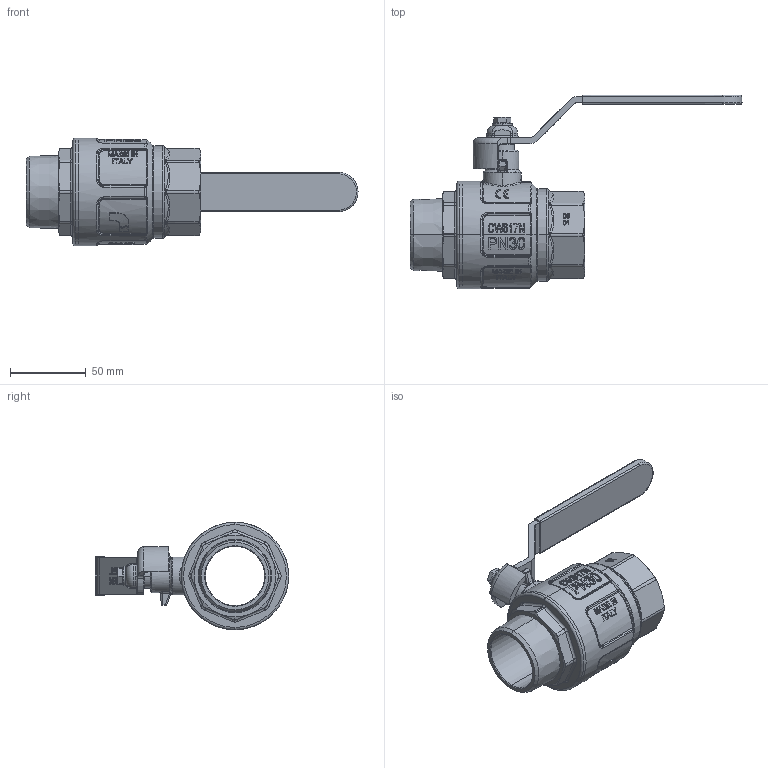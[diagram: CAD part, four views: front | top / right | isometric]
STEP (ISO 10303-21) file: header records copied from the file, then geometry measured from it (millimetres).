
FILE_DESCRIPTION (( 'STEP AP203' ), '1' );
FILE_NAME ('377B112.step', '2019-03-06T14:17:04', ( '' ), ( '' ), 'SwSTEP 2.0', 'SolidWorks 2018', '' );
FILE_SCHEMA (( 'CONFIG_CONTROL_DESIGN' ));
Length unit declared in the file: millimetre
Products named in the file (1): 377B112
Bounding box: 219.5 x 127.8 x 71 mm (x, y, z)
Surface area: 64352.5 mm2 (no closed solid volume)
Topology: 0 solids, 11 shells, 911 faces, 2983 edges, 2052 vertices
Faces by surface type: plane 322, bspline 289, cylinder 188, torus 63, cone 45, sphere 4
Entity records: 47935 total; most frequent: CARTESIAN_POINT 24636, ORIENTED_EDGE 5118, DIRECTION 3870, EDGE_CURVE 2971, VERTEX_POINT 2052, LINE 1352, VECTOR 1352, AXIS2_PLACEMENT_3D 1259
